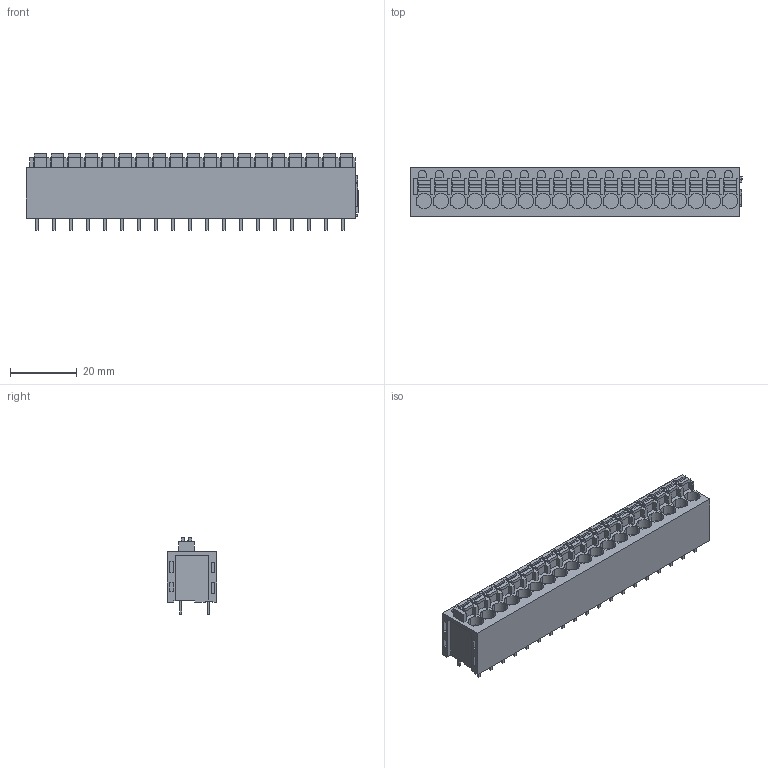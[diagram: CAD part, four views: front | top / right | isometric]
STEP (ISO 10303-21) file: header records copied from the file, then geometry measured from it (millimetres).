
FILE_DESCRIPTION(('CATIA V5 STEP Exchange','CAx-IF Rec.Pracs.--- Model Styling and Organization---1.2---2011-12-15'),'2;1');
FILE_NAME ('D1451891_0', '2018-04-09T13:50:13+00:00', ('none'), ('Weidmueller'), 'CATIA Version 5-6 Release 2014', 'CATIA V5 STEP AP214', 'none');
FILE_SCHEMA(('AUTOMOTIVE_DESIGN { 1 0 10303 214 1 1 1 1 }'));
Length unit declared in the file: millimetre
Products named in the file (1): 1426250000
Bounding box: 99.17 x 14.8 x 22.74 mm (x, y, z)
Volume: 21343.9 mm3; surface area: 10432 mm2
Topology: 58 solids, 58 shells, 925 faces, 2292 edges, 1552 vertices
Faces by surface type: plane 811, cylinder 114
Entity records: 26700 total; most frequent: CARTESIAN_POINT 4672, ORIENTED_EDGE 4584, DIRECTION 3742, EDGE_CURVE 2292, VECTOR 2064, LINE 2064, VERTEX_POINT 1552, EDGE_LOOP 994
